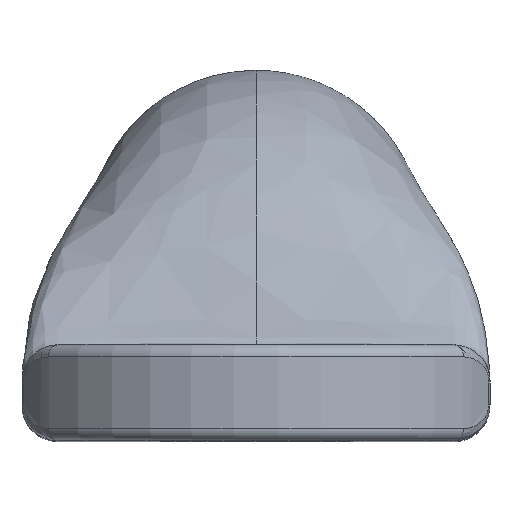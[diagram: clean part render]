
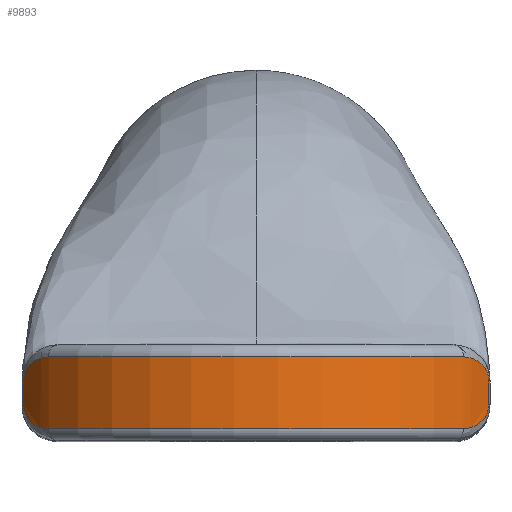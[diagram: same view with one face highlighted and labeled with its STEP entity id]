
A CAD part, top view. The second image highlights one B-rep face of the part: STEP entity #9893.
In plain terms, the highlighted cylindrical face has radius 10.922 mm (diameter 21.844 mm), a partial arc.
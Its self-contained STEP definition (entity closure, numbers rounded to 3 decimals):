
#152 = CARTESIAN_POINT ( 'NONE',  ( -8.646, 3.5, 19.752 ) ) ;
#523 = ORIENTED_EDGE ( 'NONE', *, *, #12445, .T. ) ;
#528 = EDGE_CURVE ( 'NONE', #6812, #2035, #4694, .T. ) ;
#639 = CARTESIAN_POINT ( 'NONE',  ( -9.483, 0.882, 18.499 ) ) ;
#711 = CARTESIAN_POINT ( 'NONE',  ( 9.694, 1.5, 18.11 ) ) ;
#736 = CARTESIAN_POINT ( 'NONE',  ( -8.646, 0.5, 19.752 ) ) ;
#861 = ORIENTED_EDGE ( 'NONE', *, *, #5219, .T. ) ;
#887 = CARTESIAN_POINT ( 'NONE',  ( 0., -0.001, 13.078 ) ) ;
#937 = CARTESIAN_POINT ( 'NONE',  ( 9.694, 2.5, 18.11 ) ) ;
#1091 = CARTESIAN_POINT ( 'NONE',  ( -9.694, 1.5, 18.11 ) ) ;
#1159 = CARTESIAN_POINT ( 'NONE',  ( 9.677, 1.304, 18.142 ) ) ;
#1358 = VERTEX_POINT ( 'NONE', #152 ) ;
#1911 = ORIENTED_EDGE ( 'NONE', *, *, #3596, .T. ) ;
#1924 = EDGE_CURVE ( 'NONE', #1358, #3247, #6833, .T. ) ;
#1989 = DIRECTION ( 'NONE',  ( 1., 0., 0. ) ) ;
#2035 = VERTEX_POINT ( 'NONE', #937 ) ;
#2181 = CARTESIAN_POINT ( 'NONE',  ( 9.203, 0.645, 18.962 ) ) ;
#2229 = CARTESIAN_POINT ( 'NONE',  ( 9.346, 0.754, 18.73 ) ) ;
#2362 = DIRECTION ( 'NONE',  ( 0., -1., 0. ) ) ;
#2638 = CARTESIAN_POINT ( 'NONE',  ( -8.881, 3.481, 19.438 ) ) ;
#2699 = AXIS2_PLACEMENT_3D ( 'NONE', #4868, #2727, #1989 ) ;
#2726 = CARTESIAN_POINT ( 'NONE',  ( -8.646, 3.5, 19.752 ) ) ;
#2727 = DIRECTION ( 'NONE',  ( 0., -1., 0. ) ) ;
#2833 = CARTESIAN_POINT ( 'NONE',  ( -9.098, 0.591, 19.123 ) ) ;
#3132 = DIRECTION ( 'NONE',  ( 0., 1., 0. ) ) ;
#3156 = CARTESIAN_POINT ( 'NONE',  ( 9.392, 0.795, 18.654 ) ) ;
#3199 = CARTESIAN_POINT ( 'NONE',  ( 8.881, 3.481, 19.439 ) ) ;
#3247 = VERTEX_POINT ( 'NONE', #5076 ) ;
#3387 = EDGE_CURVE ( 'NONE', #3247, #9112, #10106, .T. ) ;
#3419 = VERTEX_POINT ( 'NONE', #7800 ) ;
#3498 = AXIS2_PLACEMENT_3D ( 'NONE', #5310, #10473, #5117 ) ;
#3596 = EDGE_CURVE ( 'NONE', #8442, #1358, #7712, .T. ) ;
#3893 = CARTESIAN_POINT ( 'NONE',  ( -8.766, 0.5, 19.595 ) ) ;
#3943 = CARTESIAN_POINT ( 'NONE',  ( -9.594, 1.067, 18.299 ) ) ;
#4031 = ORIENTED_EDGE ( 'NONE', *, *, #10805, .T. ) ;
#4175 = CARTESIAN_POINT ( 'NONE',  ( -9.594, 2.933, 18.299 ) ) ;
#4272 = CARTESIAN_POINT ( 'NONE',  ( 9.203, 3.355, 18.963 ) ) ;
#4280 = CARTESIAN_POINT ( 'NONE',  ( 9.478, 0.89, 18.505 ) ) ;
#4365 = CARTESIAN_POINT ( 'NONE',  ( 8.646, 3.5, 19.752 ) ) ;
#4378 = B_SPLINE_CURVE_WITH_KNOTS ( 'NONE', 3,
 ( #12328, #7053, #11448, #8469, #2181, #2229, #3156, #4280, #7245, #6303, #10554, #1159, #10417, #8378 ),
 .UNSPECIFIED., .F., .F.,
 ( 4, 2, 2, 2, 2, 2, 4 ),
 ( 0., 0.001, 0.001, 0.001, 0.002, 0.002, 0.002 ),
 .UNSPECIFIED. ) ;
#4694 = LINE ( 'NONE', #4902, #8593 ) ;
#4868 = CARTESIAN_POINT ( 'NONE',  ( 0., 3.5, 13.078 ) ) ;
#4902 = CARTESIAN_POINT ( 'NONE',  ( 9.694, -0.001, 18.11 ) ) ;
#4917 = CARTESIAN_POINT ( 'NONE',  ( -9.392, 3.205, 18.654 ) ) ;
#4988 = B_SPLINE_CURVE_WITH_KNOTS ( 'NONE', 3,
 ( #7990, #6876, #13085, #8038, #3943, #639, #6925, #13000, #2833, #10088, #3893, #13387 ),
 .UNSPECIFIED., .F., .F.,
 ( 4, 2, 2, 2, 2, 4 ),
 ( 0., 0., 0.001, 0.001, 0.002, 0.002 ),
 .UNSPECIFIED. ) ;
#5057 = CARTESIAN_POINT ( 'NONE',  ( -9.52, 3.056, 18.432 ) ) ;
#5076 = CARTESIAN_POINT ( 'NONE',  ( -9.694, 2.5, 18.11 ) ) ;
#5117 = DIRECTION ( 'NONE',  ( -1., 0., 0. ) ) ;
#5219 = EDGE_CURVE ( 'NONE', #2035, #8442, #10080, .T. ) ;
#5296 = CARTESIAN_POINT ( 'NONE',  ( 9.594, 2.933, 18.299 ) ) ;
#5310 = CARTESIAN_POINT ( 'NONE',  ( 0., 0.5, 13.078 ) ) ;
#5425 = CARTESIAN_POINT ( 'NONE',  ( -9.627, 2.861, 18.236 ) ) ;
#5964 = CARTESIAN_POINT ( 'NONE',  ( -9.478, 3.11, 18.505 ) ) ;
#6031 = ORIENTED_EDGE ( 'NONE', *, *, #1924, .T. ) ;
#6105 = ORIENTED_EDGE ( 'NONE', *, *, #528, .T. ) ;
#6294 = CARTESIAN_POINT ( 'NONE',  ( 8.766, 3.5, 19.595 ) ) ;
#6303 = CARTESIAN_POINT ( 'NONE',  ( 9.594, 1.067, 18.299 ) ) ;
#6812 = VERTEX_POINT ( 'NONE', #711 ) ;
#6833 = B_SPLINE_CURVE_WITH_KNOTS ( 'NONE', 3,
 ( #2726, #9983, #2638, #11111, #12094, #11018, #4917, #5964, #5057, #4175, #5425, #10959, #11863, #11545 ),
 .UNSPECIFIED., .F., .F.,
 ( 4, 2, 2, 2, 2, 2, 4 ),
 ( 0., 0.001, 0.001, 0.001, 0.002, 0.002, 0.002 ),
 .UNSPECIFIED. ) ;
#6876 = CARTESIAN_POINT ( 'NONE',  ( -9.694, 1.4, 18.11 ) ) ;
#6925 = CARTESIAN_POINT ( 'NONE',  ( -9.394, 0.79, 18.653 ) ) ;
#6934 = DIRECTION ( 'NONE',  ( 0., 1., 0. ) ) ;
#7053 = CARTESIAN_POINT ( 'NONE',  ( 8.766, 0.5, 19.596 ) ) ;
#7239 = VERTEX_POINT ( 'NONE', #736 ) ;
#7240 = FACE_OUTER_BOUND ( 'NONE', #8201, .T. ) ;
#7245 = CARTESIAN_POINT ( 'NONE',  ( 9.52, 0.944, 18.432 ) ) ;
#7327 = CARTESIAN_POINT ( 'NONE',  ( 9.677, 2.696, 18.142 ) ) ;
#7712 = CIRCLE ( 'NONE', #2699, 10.922 ) ;
#7800 = CARTESIAN_POINT ( 'NONE',  ( 8.646, 0.5, 19.752 ) ) ;
#7990 = CARTESIAN_POINT ( 'NONE',  ( -9.694, 1.5, 18.11 ) ) ;
#8038 = CARTESIAN_POINT ( 'NONE',  ( -9.627, 1.139, 18.237 ) ) ;
#8201 = EDGE_LOOP ( 'NONE', ( #11800, #4031, #8465, #523, #6105, #861, #1911, #6031 ) ) ;
#8334 = VECTOR ( 'NONE', #2362, 1000. ) ;
#8378 = CARTESIAN_POINT ( 'NONE',  ( 9.694, 1.5, 18.11 ) ) ;
#8442 = VERTEX_POINT ( 'NONE', #11778 ) ;
#8465 = ORIENTED_EDGE ( 'NONE', *, *, #13247, .T. ) ;
#8469 = CARTESIAN_POINT ( 'NONE',  ( 9.099, 0.592, 19.122 ) ) ;
#8555 = CARTESIAN_POINT ( 'NONE',  ( 9.098, 3.409, 19.123 ) ) ;
#8593 = VECTOR ( 'NONE', #3132, 1000. ) ;
#8654 = CIRCLE ( 'NONE', #3498, 10.922 ) ;
#9112 = VERTEX_POINT ( 'NONE', #1091 ) ;
#9167 = DIRECTION ( 'NONE',  ( -1., 0., 0. ) ) ;
#9513 = CARTESIAN_POINT ( 'NONE',  ( 9.627, 2.861, 18.237 ) ) ;
#9598 = CARTESIAN_POINT ( 'NONE',  ( 9.394, 3.21, 18.653 ) ) ;
#9893 = ADVANCED_FACE ( 'NONE', ( #7240 ), #11761, .T. ) ;
#9983 = CARTESIAN_POINT ( 'NONE',  ( -8.766, 3.5, 19.596 ) ) ;
#10080 = B_SPLINE_CURVE_WITH_KNOTS ( 'NONE', 3,
 ( #10258, #11487, #7327, #9513, #5296, #10456, #9598, #4272, #8555, #3199, #6294, #4365 ),
 .UNSPECIFIED., .F., .F.,
 ( 4, 2, 2, 2, 2, 4 ),
 ( 0., 0., 0.001, 0.001, 0.002, 0.002 ),
 .UNSPECIFIED. ) ;
#10088 = CARTESIAN_POINT ( 'NONE',  ( -8.881, 0.519, 19.439 ) ) ;
#10106 = LINE ( 'NONE', #12671, #8334 ) ;
#10258 = CARTESIAN_POINT ( 'NONE',  ( 9.694, 2.5, 18.11 ) ) ;
#10275 = AXIS2_PLACEMENT_3D ( 'NONE', #887, #6934, #9167 ) ;
#10417 = CARTESIAN_POINT ( 'NONE',  ( 9.694, 1.4, 18.11 ) ) ;
#10456 = CARTESIAN_POINT ( 'NONE',  ( 9.483, 3.118, 18.499 ) ) ;
#10473 = DIRECTION ( 'NONE',  ( 0., 1., 0. ) ) ;
#10554 = CARTESIAN_POINT ( 'NONE',  ( 9.627, 1.139, 18.236 ) ) ;
#10805 = EDGE_CURVE ( 'NONE', #9112, #7239, #4988, .T. ) ;
#10959 = CARTESIAN_POINT ( 'NONE',  ( -9.677, 2.696, 18.142 ) ) ;
#11018 = CARTESIAN_POINT ( 'NONE',  ( -9.346, 3.246, 18.73 ) ) ;
#11111 = CARTESIAN_POINT ( 'NONE',  ( -9.099, 3.408, 19.122 ) ) ;
#11448 = CARTESIAN_POINT ( 'NONE',  ( 8.881, 0.519, 19.438 ) ) ;
#11487 = CARTESIAN_POINT ( 'NONE',  ( 9.694, 2.6, 18.11 ) ) ;
#11545 = CARTESIAN_POINT ( 'NONE',  ( -9.694, 2.5, 18.11 ) ) ;
#11761 = CYLINDRICAL_SURFACE ( 'NONE', #10275, 10.922 ) ;
#11778 = CARTESIAN_POINT ( 'NONE',  ( 8.646, 3.5, 19.752 ) ) ;
#11800 = ORIENTED_EDGE ( 'NONE', *, *, #3387, .T. ) ;
#11863 = CARTESIAN_POINT ( 'NONE',  ( -9.694, 2.6, 18.11 ) ) ;
#12094 = CARTESIAN_POINT ( 'NONE',  ( -9.203, 3.355, 18.962 ) ) ;
#12328 = CARTESIAN_POINT ( 'NONE',  ( 8.646, 0.5, 19.752 ) ) ;
#12445 = EDGE_CURVE ( 'NONE', #3419, #6812, #4378, .T. ) ;
#12671 = CARTESIAN_POINT ( 'NONE',  ( -9.694, -0.001, 18.11 ) ) ;
#13000 = CARTESIAN_POINT ( 'NONE',  ( -9.203, 0.645, 18.963 ) ) ;
#13085 = CARTESIAN_POINT ( 'NONE',  ( -9.677, 1.304, 18.142 ) ) ;
#13247 = EDGE_CURVE ( 'NONE', #7239, #3419, #8654, .T. ) ;
#13387 = CARTESIAN_POINT ( 'NONE',  ( -8.646, 0.5, 19.752 ) ) ;
